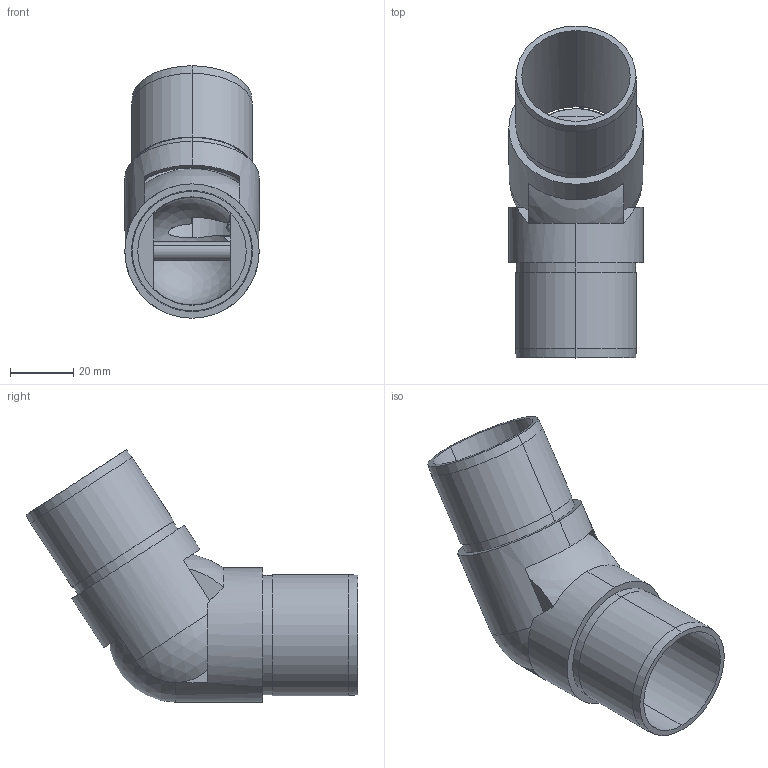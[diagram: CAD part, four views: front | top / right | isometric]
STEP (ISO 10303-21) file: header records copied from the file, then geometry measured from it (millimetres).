
FILE_DESCRIPTION (( 'STEP AP203' ), '1' );
FILE_NAME ('1804227C CUS.STEP', '2021-07-30T08:17:30', ( '' ), ( '' ), 'SwSTEP 2.0', 'SolidWorks 2020', '' );
FILE_SCHEMA (( 'CONFIG_CONTROL_DESIGN' ));
Length unit declared in the file: millimetre
Products named in the file (3): 1804227C CUS; 1804227C Part1___; 1804227C Part2___
Assembly tree (2 placements, depth 2):
  1804227C CUS
    1804227C Part1___
    1804227C Part2___
Bounding box: 42.4 x 104.68 x 79.67 mm (x, y, z)
Volume: 52794.7 mm3; surface area: 34031.7 mm2
Topology: 2 solids, 2 shells, 83 faces, 230 edges, 150 vertices
Faces by surface type: cylinder 38, plane 28, sphere 13, cone 4
Entity records: 2991 total; most frequent: CARTESIAN_POINT 532, DIRECTION 502, ORIENTED_EDGE 434, EDGE_CURVE 217, AXIS2_PLACEMENT_3D 210, VERTEX_POINT 142, CIRCLE 122, EDGE_LOOP 97
